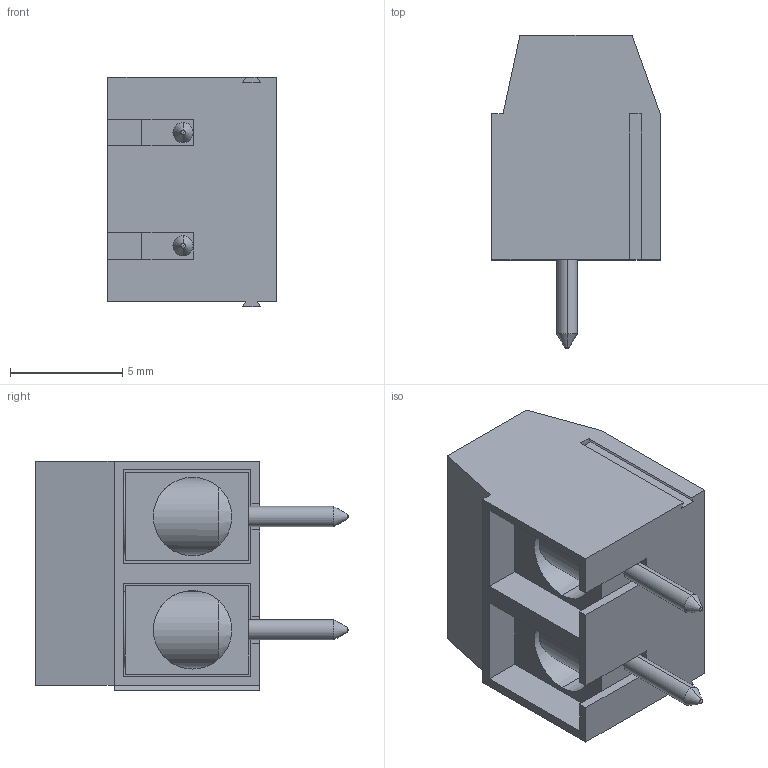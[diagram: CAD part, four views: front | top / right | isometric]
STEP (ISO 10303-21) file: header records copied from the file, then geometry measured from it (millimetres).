
FILE_DESCRIPTION (( 'STEP AP214' ), '1' );
FILE_NAME ('855EDA50-5DC4-4700-ABDB-779DC8800043.STEP', '2024-05-03T19:51:14', ( '' ), ( '' ), 'SwSTEP 2.0', 'SolidWorks 2022', '' );
FILE_SCHEMA (( 'AUTOMOTIVE_DESIGN' ));
Length unit declared in the file: millimetre
Products named in the file (1): 855EDA50-5DC4-4700-ABDB-779DC8800043
Bounding box: 7.5 x 13.95 x 10.25 mm (x, y, z)
Volume: 569.8 mm3; surface area: 1305.2 mm2
Topology: 5 solids, 5 shells, 89 faces, 223 edges, 146 vertices
Faces by surface type: plane 59, cylinder 20, cone 8, sphere 2
Entity records: 3737 total; most frequent: CARTESIAN_POINT 585, DIRECTION 445, ORIENTED_EDGE 434, EDGE_CURVE 217, LINE 161, VECTOR 161, VERTEX_POINT 142, AXIS2_PLACEMENT_3D 142
